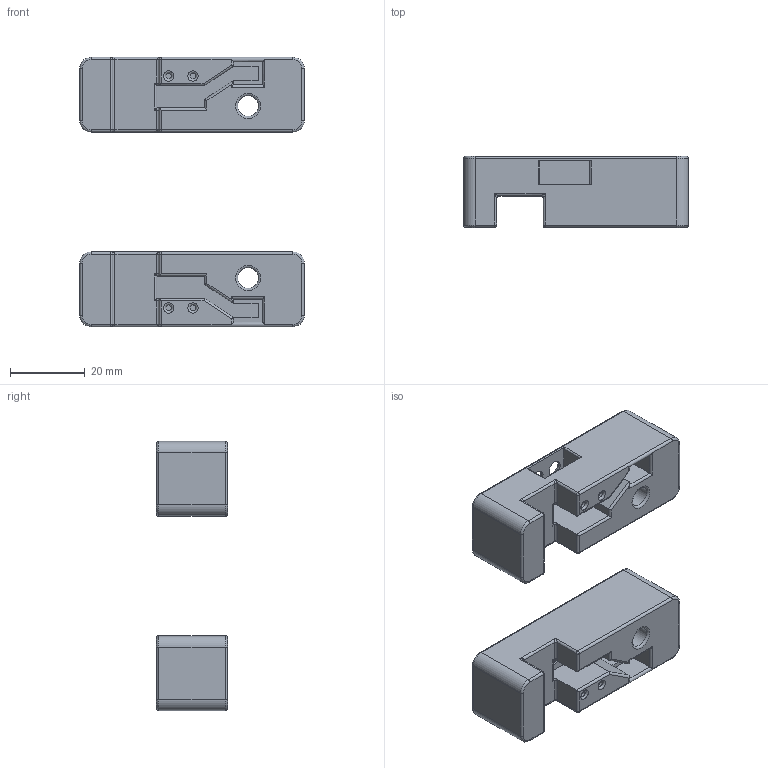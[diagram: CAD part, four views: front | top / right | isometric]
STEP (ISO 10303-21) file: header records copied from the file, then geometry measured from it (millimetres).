
FILE_DESCRIPTION(/* description */ (''),/* implementation_level */ '2;1');
FILE_NAME(/* name */ 'B-XY_Endstop_Block_A_2-B.stp',/* time_stamp */ '2020-11-02T15:18:12-08:00',/* author */ (''),/* organization */ (''),/* preprocessor_version */ 'ST-DEVELOPER v18.1',/* originating_system */ 'Autodesk Translation Framework v9.3.0.1241',/* authorisation */ '');
FILE_SCHEMA (('AUTOMOTIVE_DESIGN { 1 0 10303 214 3 1 1 }'));
Length unit declared in the file: millimetre
Products named in the file (1): Endstop Block MGN12
Bounding box: 60 x 19 x 72 mm (x, y, z)
Volume: 33124.8 mm3; surface area: 14065.3 mm2
Topology: 2 solids, 2 shells, 214 faces, 500 edges, 286 vertices
Faces by surface type: cylinder 92, plane 72, torus 32, bspline 8, sphere 8, cone 2
Full cylindrical faces by diameter (mm): 1.6 x4, 4.2 x4, 5.5 x2, 10 x2
Entity records: 6233 total; most frequent: CARTESIAN_POINT 1225, DIRECTION 1116, ORIENTED_EDGE 984, EDGE_CURVE 492, AXIS2_PLACEMENT_3D 421, VERTEX_POINT 286, LINE 274, VECTOR 274
